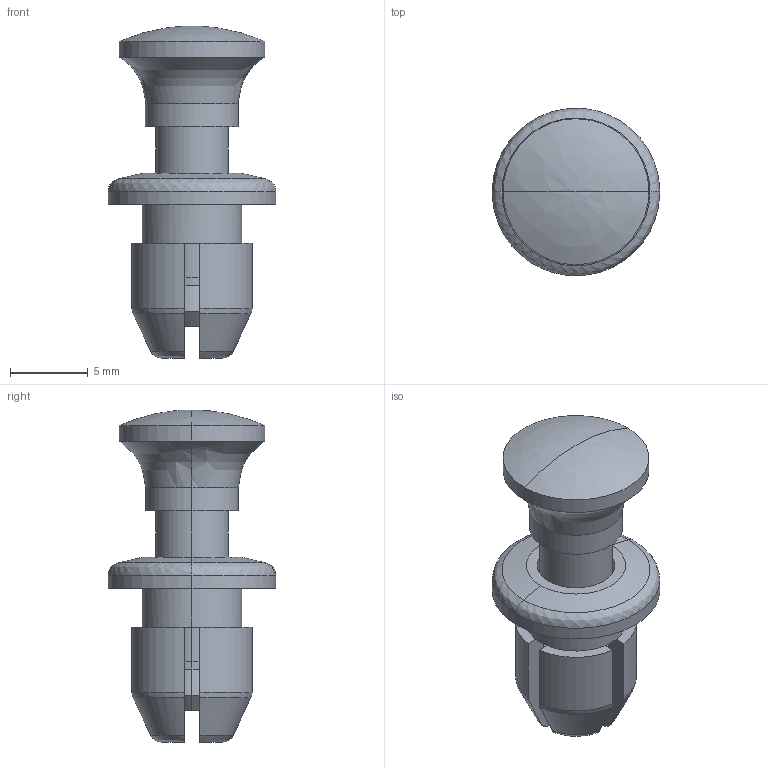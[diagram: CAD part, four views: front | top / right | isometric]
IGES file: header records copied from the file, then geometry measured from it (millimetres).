
Start section: ------------------------------------------------------------------------
Global section: file name: PC006.5348.TL_H322_3_2_003_23146.igs; native system: spGate; preprocessor: ver18.9.1 (****-****-****-****); author: Unknown; organization: Unknown; date: 221003.180323; units: millimetre
Bounding box: 10.8 x 10.8 x 21.4 mm (x, y, z)
Volume: 761.7 mm3; surface area: 1046.5 mm2
Topology: 2 solids, 2 shells, 80 faces, 198 edges, 123 vertices
Faces by surface type: bspline 80
